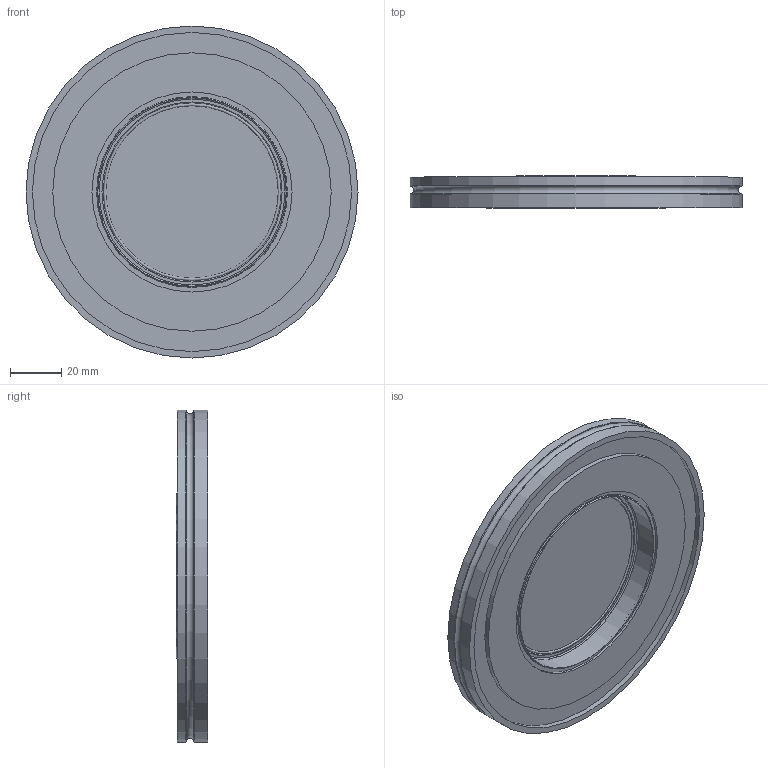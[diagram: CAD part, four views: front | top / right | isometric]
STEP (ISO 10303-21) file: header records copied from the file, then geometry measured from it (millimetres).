
FILE_DESCRIPTION (( 'STEP AP214' ), '1' );
FILE_NAME ('HK1ISOK100FULLVAC.STEP', '2025-05-27T15:27:24', ( '' ), ( '' ), 'SwSTEP 2.0', 'SolidWorks 2017', '' );
FILE_SCHEMA (( 'AUTOMOTIVE_DESIGN' ));
Length unit declared in the file: millimetre
Products named in the file (1): HK1ISOK100FULLVAC
Bounding box: 130 x 12.4 x 130 mm (x, y, z)
Volume: 105200.4 mm3; surface area: 44636.9 mm2
Topology: 2 solids, 2 shells, 41 faces, 73 edges, 46 vertices
Faces by surface type: cylinder 15, plane 14, torus 11, cone 1
Full cylindrical faces by diameter (mm): 64.5 x1, 69.5 x2, 69.7 x1, 73.8 x1, 74 x2, 74.707 x1, 78.34 x1, 92.71 x1, 101.91 x1, 109 x1, 125 x1, 130 x2
Entity records: 883 total; most frequent: DIRECTION 164, CARTESIAN_POINT 122, AXIS2_PLACEMENT_3D 82, ORIENTED_EDGE 80, EDGE_LOOP 80, FACE_OUTER_BOUND 67, ADVANCED_FACE 41, VERTEX_POINT 40
